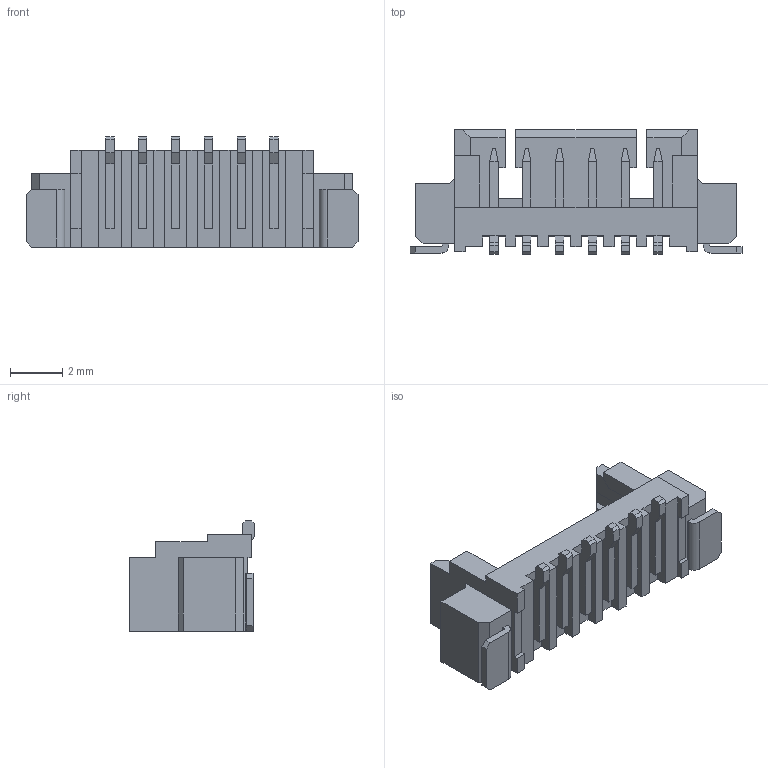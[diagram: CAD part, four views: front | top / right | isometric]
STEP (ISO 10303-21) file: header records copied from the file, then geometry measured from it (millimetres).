
FILE_DESCRIPTION((''),'2;1');
FILE_NAME('533980671','2018-12-31T',('gga'),(''),'PRO/ENGINEER BY PARAMETRIC TECHNOLOGY CORPORATION, 2016010','PRO/ENGINEER BY PARAMETRIC TECHNOLOGY CORPORATION, 2016010','');
FILE_SCHEMA(('CONFIG_CONTROL_DESIGN'));
Length unit declared in the file: millimetre
Products named in the file (1): 533980671
Bounding box: 12.65 x 4.75 x 4.2 mm (x, y, z)
Volume: 84.5 mm3; surface area: 338.3 mm2
Topology: 1 solids, 3 shells, 324 faces, 882 edges, 590 vertices
Faces by surface type: plane 316, cylinder 8
Entity records: 9927 total; most frequent: CARTESIAN_POINT 1759, ORIENTED_EDGE 1686, DIRECTION 1542, VECTOR 864, LINE 864, EDGE_CURVE 843, VERTEX_POINT 544, EDGE_LOOP 343
